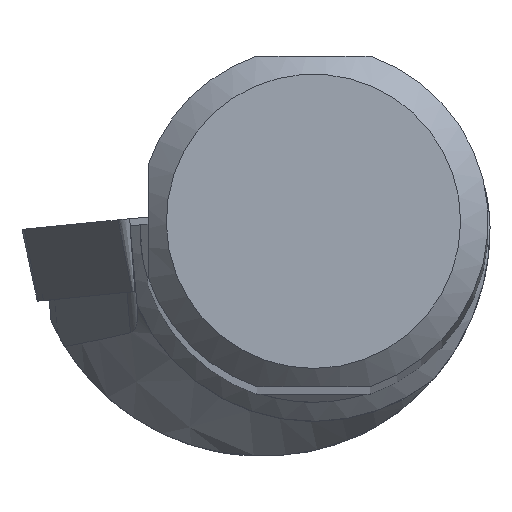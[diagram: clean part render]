
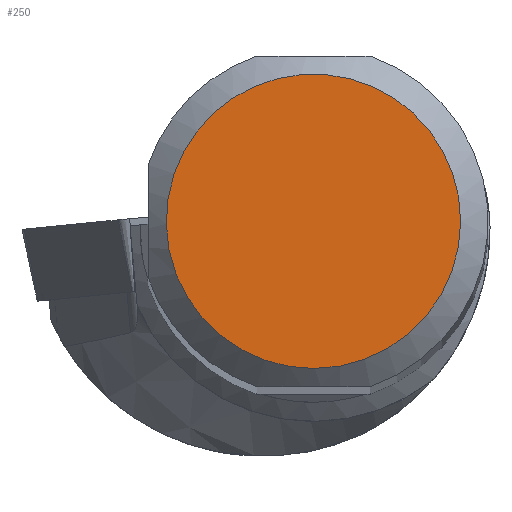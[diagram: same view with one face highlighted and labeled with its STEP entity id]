
A CAD part, top view. The second image highlights one B-rep face of the part: STEP entity #250.
In plain terms, the highlighted planar face has unit normal (0, 0, 1).
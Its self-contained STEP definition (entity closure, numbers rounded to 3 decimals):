
#184=FACE_OUTER_BOUND('',#520,.T.);
#250=ADVANCED_FACE('CU_SU_BP3',(#184),#296,.T.);
#296=PLANE('',#1462);
#520=EDGE_LOOP('',(#752));
#752=ORIENTED_EDGE('',*,*,#1171,.T.);
#1023=VERTEX_POINT('',#2447);
#1171=EDGE_CURVE('',#1023,#1023,#1255,.T.);
#1255=CIRCLE('',#1461,8.016);
#1461=AXIS2_PLACEMENT_3D('',#2446,#1762,#1763);
#1462=AXIS2_PLACEMENT_3D('',#2448,#1764,#1765);
#1762=DIRECTION('',(0.,0.,1.));
#1763=DIRECTION('',(1.,0.,0.));
#1764=DIRECTION('',(0.,0.,1.));
#1765=DIRECTION('',(1.,0.,0.));
#2446=CARTESIAN_POINT('',(0.,0.,0.));
#2447=CARTESIAN_POINT('',(8.016,0.,0.));
#2448=CARTESIAN_POINT('',(0.,0.,
0.));
